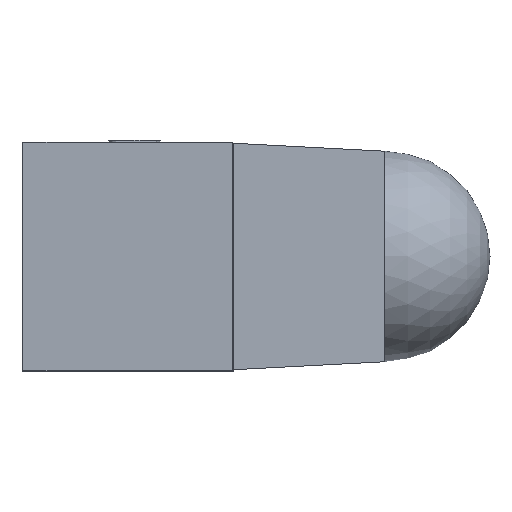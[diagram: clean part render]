
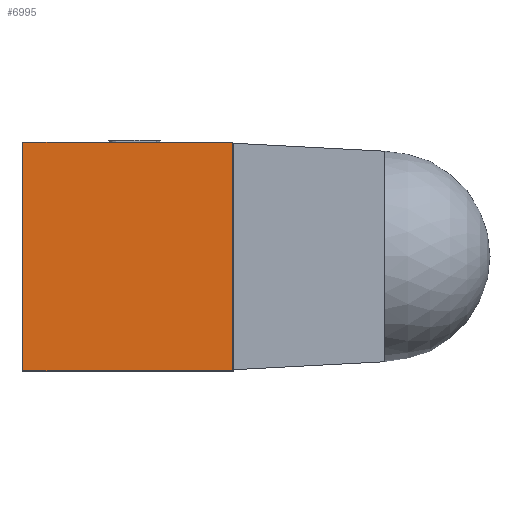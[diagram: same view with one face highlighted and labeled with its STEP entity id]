
A CAD part, left-side view. The second image highlights one B-rep face of the part: STEP entity #6995.
In plain terms, the highlighted planar face has unit normal (-1, 0, 0).
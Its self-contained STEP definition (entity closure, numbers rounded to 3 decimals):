
#132 = CARTESIAN_POINT ( 'NONE',  ( -1.5, 0., 0.6 ) ) ;
#586 = DIRECTION ( 'NONE',  ( 0., 0., 1. ) ) ;
#2368 = VECTOR ( 'NONE', #586, 1000. ) ;
#2723 = LINE ( 'NONE', #6116, #13949 ) ;
#3459 = PLANE ( 'NONE',  #14420 ) ;
#3999 = ORIENTED_EDGE ( 'NONE', *, *, #12442, .F. ) ;
#4228 = VECTOR ( 'NONE', #9642, 1000. ) ;
#5029 = VERTEX_POINT ( 'NONE', #13616 ) ;
#5101 = EDGE_LOOP ( 'NONE', ( #11479, #3999, #12198, #8992 ) ) ;
#5624 = EDGE_CURVE ( 'NONE', #5029, #6589, #14511, .T. ) ;
#5645 = DIRECTION ( 'NONE',  ( 0., 0., -1. ) ) ;
#6116 = CARTESIAN_POINT ( 'NONE',  ( -1.5, 1.1, -0.6 ) ) ;
#6428 = CARTESIAN_POINT ( 'NONE',  ( -1.5, 1.1, 0.6 ) ) ;
#6589 = VERTEX_POINT ( 'NONE', #6428 ) ;
#6995 = ADVANCED_FACE ( 'NONE', ( #7847 ), #3459, .F. ) ;
#7531 = VERTEX_POINT ( 'NONE', #10353 ) ;
#7633 = DIRECTION ( 'NONE',  ( 0., -1., 0. ) ) ;
#7847 = FACE_OUTER_BOUND ( 'NONE', #5101, .T. ) ;
#8039 = EDGE_CURVE ( 'NONE', #7531, #9765, #10573, .T. ) ;
#8553 = CARTESIAN_POINT ( 'NONE',  ( -1.5, 1.1, 0.6 ) ) ;
#8930 = CARTESIAN_POINT ( 'NONE',  ( -1.5, 1.1, 0.6 ) ) ;
#8992 = ORIENTED_EDGE ( 'NONE', *, *, #13218, .T. ) ;
#9086 = DIRECTION ( 'NONE',  ( 0., -1., 0. ) ) ;
#9642 = DIRECTION ( 'NONE',  ( 0., 0., 1. ) ) ;
#9765 = VERTEX_POINT ( 'NONE', #13135 ) ;
#9993 = VECTOR ( 'NONE', #9086, 1000. ) ;
#10353 = CARTESIAN_POINT ( 'NONE',  ( -1.5, 0., -0.6 ) ) ;
#10573 = LINE ( 'NONE', #132, #4228 ) ;
#11479 = ORIENTED_EDGE ( 'NONE', *, *, #8039, .T. ) ;
#12198 = ORIENTED_EDGE ( 'NONE', *, *, #5624, .F. ) ;
#12442 = EDGE_CURVE ( 'NONE', #6589, #9765, #13712, .T. ) ;
#12711 = DIRECTION ( 'NONE',  ( 1., 0., 0. ) ) ;
#13135 = CARTESIAN_POINT ( 'NONE',  ( -1.5, 0., 0.6 ) ) ;
#13218 = EDGE_CURVE ( 'NONE', #5029, #7531, #2723, .T. ) ;
#13616 = CARTESIAN_POINT ( 'NONE',  ( -1.5, 1.1, -0.6 ) ) ;
#13712 = LINE ( 'NONE', #14944, #9993 ) ;
#13949 = VECTOR ( 'NONE', #7633, 1000. ) ;
#14420 = AXIS2_PLACEMENT_3D ( 'NONE', #8930, #12711, #5645 ) ;
#14511 = LINE ( 'NONE', #8553, #2368 ) ;
#14944 = CARTESIAN_POINT ( 'NONE',  ( -1.5, 1.1, 0.6 ) ) ;
